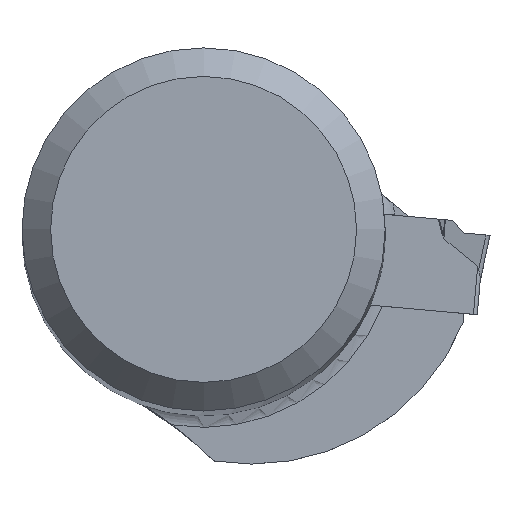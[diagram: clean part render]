
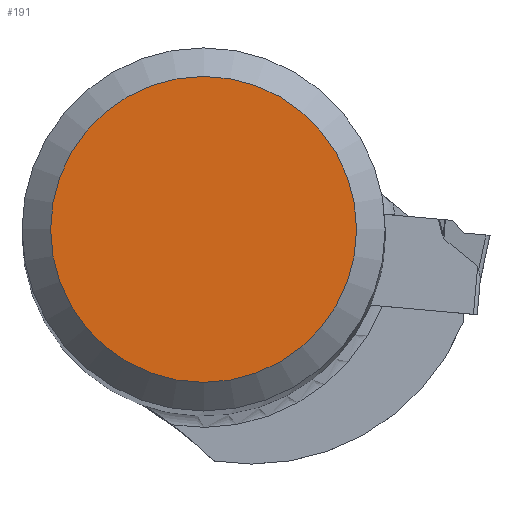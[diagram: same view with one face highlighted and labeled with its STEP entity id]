
A CAD part, top view. The second image highlights one B-rep face of the part: STEP entity #191.
In plain terms, the highlighted planar face has unit normal (0, 0, 1).
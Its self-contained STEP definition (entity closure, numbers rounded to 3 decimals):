
#159=CIRCLE('',#1578,8.025);
#191=ADVANCED_FACE('TB_BL_N10_SU6',(#299),#257,.T.);
#257=PLANE('',#1579);
#299=FACE_OUTER_BOUND('',#374,.T.);
#374=EDGE_LOOP('',(#856));
#856=ORIENTED_EDGE('',*,*,#1350,.T.);
#1195=VERTEX_POINT('',#2268);
#1350=EDGE_CURVE('',#1195,#1195,#159,.T.);
#1578=AXIS2_PLACEMENT_3D('',#2267,#1766,#1767);
#1579=AXIS2_PLACEMENT_3D('',#2269,#1768,#1769);
#1766=DIRECTION('',(0.,0.,1.));
#1767=DIRECTION('',(-1.,0.,0.));
#1768=DIRECTION('',(0.,0.,1.));
#1769=DIRECTION('',(-1.,0.,0.));
#2267=CARTESIAN_POINT('',(0.,0.,0.));
#2268=CARTESIAN_POINT('',(-8.025,0.,0.));
#2269=CARTESIAN_POINT('',(0.,0.,0.));
